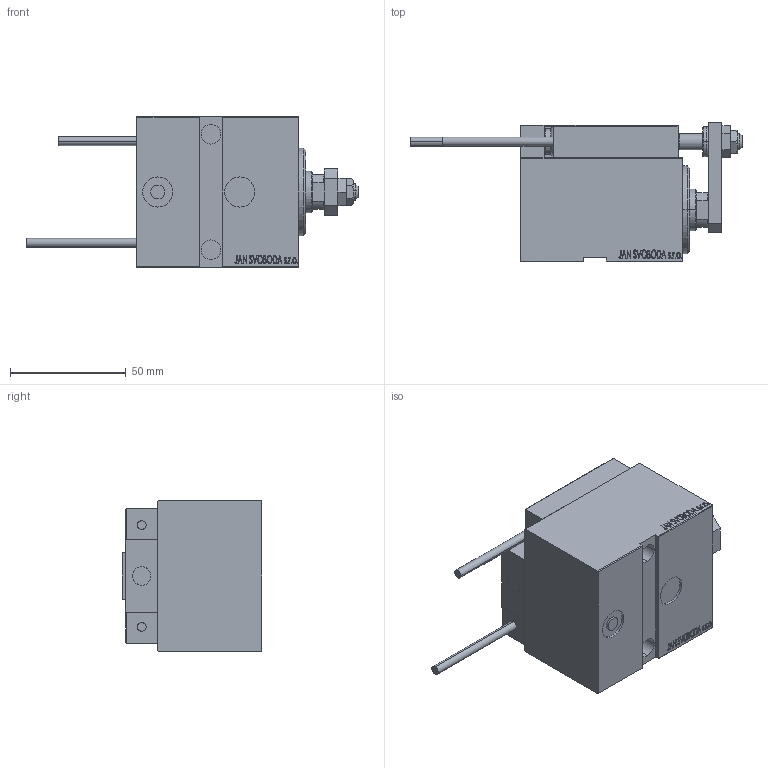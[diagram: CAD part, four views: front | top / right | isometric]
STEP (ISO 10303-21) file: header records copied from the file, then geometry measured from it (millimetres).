
FILE_DESCRIPTION (( 'STEP AP203' ), '1' );
FILE_NAME ('579e.STEP', '2024-03-18T12:04:44', ( '' ), ( '' ), 'SwSTEP 2.0', 'SolidWorks 2019', '' );
FILE_SCHEMA (( 'CONFIG_CONTROL_DESIGN' ));
Length unit declared in the file: millimetre
Products named in the file (16): SWITCH X 9bbae3179400e3538bbf4c9ac612dedb; MAGNET 9bbae3179400e3538bbf4c9ac612dedb; ALLEN BOLT D5 9bbae3179400e3538bbf4c9ac612dedb; V450CM_E_VCP 9bbae3179400e3538bbf4c9ac612dedb; SWITCH_X_FRONT_BACK 9bbae3179400e3538bbf4c9ac612dedb; NUT_D12 9bbae3179400e3538bbf4c9ac612dedb; V450CM_VC_B 9bbae3179400e3538bbf4c9ac612dedb; SWITCH DIM B,W 9bbae3179400e3538bbf4c9ac612dedb; 579e; KONCOVKA 9bbae3179400e3538bbf4c9ac612dedb; V450CM_E_Body 9bbae3179400e3538bbf4c9ac612dedb; TYC_L79 9bbae3179400e3538bbf4c9ac612dedb; Block 9bbae3179400e3538bbf4c9ac612dedb; ALLEN BOLT D8 9bbae3179400e3538bbf4c9ac612dedb; NUT_D10 9bbae3179400e3538bbf4c9ac612dedb; ZARAZKA 9bbae3179400e3538bbf4c9ac612dedb
Assembly tree (25 placements, depth 3):
  579e
    V450CM_E_Body 9bbae3179400e3538bbf4c9ac612dedb
    V450CM_E_VCP 9bbae3179400e3538bbf4c9ac612dedb
    V450CM_VC_B 9bbae3179400e3538bbf4c9ac612dedb
    SWITCH X 9bbae3179400e3538bbf4c9ac612dedb
      SWITCH_X_FRONT_BACK 9bbae3179400e3538bbf4c9ac612dedb  x2
      TYC_L79 9bbae3179400e3538bbf4c9ac612dedb
      Block 9bbae3179400e3538bbf4c9ac612dedb  x2
      ALLEN BOLT D5 9bbae3179400e3538bbf4c9ac612dedb  x4
      ALLEN BOLT D8 9bbae3179400e3538bbf4c9ac612dedb  x4
      MAGNET 9bbae3179400e3538bbf4c9ac612dedb  x2
      KONCOVKA 9bbae3179400e3538bbf4c9ac612dedb  x2
    SWITCH DIM B,W 9bbae3179400e3538bbf4c9ac612dedb
    ZARAZKA 9bbae3179400e3538bbf4c9ac612dedb
    NUT_D10 9bbae3179400e3538bbf4c9ac612dedb
    NUT_D12 9bbae3179400e3538bbf4c9ac612dedb
Bounding box: 143.7 x 60.5 x 65 mm (x, y, z)
Volume: 240199.4 mm3; surface area: 62346.7 mm2
Topology: 24 solids, 24 shells, 1276 faces, 3058 edges, 1954 vertices
Faces by surface type: plane 567, bspline 380, cylinder 168, cone 113, torus 44, sphere 4
Entity records: 49533 total; most frequent: CARTESIAN_POINT 25334, ORIENTED_EDGE 5136, DIRECTION 3401, EDGE_CURVE 2568, VERTEX_POINT 1678, VECTOR 1495, LINE 1495, EDGE_LOOP 1176
